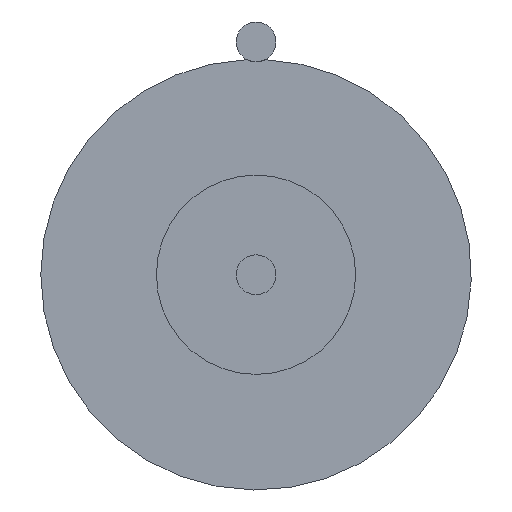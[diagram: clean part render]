
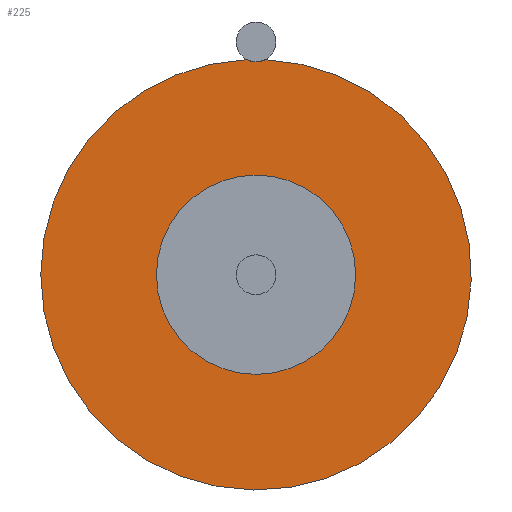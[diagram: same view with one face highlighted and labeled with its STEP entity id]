
A CAD part, front view. The second image highlights one B-rep face of the part: STEP entity #225.
In plain terms, the highlighted planar face has unit normal (0, -1, 0).
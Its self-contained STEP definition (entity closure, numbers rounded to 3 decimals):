
#127 = EDGE_CURVE('',#128,#130,#132,.T.);
#128 = VERTEX_POINT('',#129);
#129 = CARTESIAN_POINT('',(0.114,0.,
    2.698));
#130 = VERTEX_POINT('',#131);
#131 = CARTESIAN_POINT('',(-2.7,0.,0.)
  );
#132 = CIRCLE('',#133,2.7);
#133 = AXIS2_PLACEMENT_3D('',#134,#135,#136);
#134 = CARTESIAN_POINT('',(0.,0.,
    0.));
#135 = DIRECTION('',(0.,1.,0.));
#136 = DIRECTION('',(-1.,0.,0.));
#186 = EDGE_CURVE('',#187,#128,#189,.T.);
#187 = VERTEX_POINT('',#188);
#188 = CARTESIAN_POINT('',(-0.114,0.,
    2.698));
#189 = CIRCLE('',#190,0.25);
#190 = AXIS2_PLACEMENT_3D('',#191,#192,#193);
#191 = CARTESIAN_POINT('',(0.,0.,2.92)
  );
#192 = DIRECTION('',(0.,-1.,0.));
#193 = DIRECTION('',(0.,0.,1.));
#212 = EDGE_CURVE('',#130,#187,#213,.T.);
#213 = CIRCLE('',#214,2.7);
#214 = AXIS2_PLACEMENT_3D('',#215,#216,#217);
#215 = CARTESIAN_POINT('',(0.,0.,
    0.));
#216 = DIRECTION('',(0.,1.,0.));
#217 = DIRECTION('',(-1.,0.,0.));
#225 = ADVANCED_FACE('',(#226,#231),#242,.F.);
#226 = FACE_BOUND('',#227,.T.);
#227 = EDGE_LOOP('',(#228,#229,#230));
#228 = ORIENTED_EDGE('',*,*,#212,.F.);
#229 = ORIENTED_EDGE('',*,*,#127,.F.);
#230 = ORIENTED_EDGE('',*,*,#186,.F.);
#231 = FACE_BOUND('',#232,.T.);
#232 = EDGE_LOOP('',(#233));
#233 = ORIENTED_EDGE('',*,*,#234,.T.);
#234 = EDGE_CURVE('',#235,#235,#237,.T.);
#235 = VERTEX_POINT('',#236);
#236 = CARTESIAN_POINT('',(0.,0.,1.25)
  );
#237 = CIRCLE('',#238,1.25);
#238 = AXIS2_PLACEMENT_3D('',#239,#240,#241);
#239 = CARTESIAN_POINT('',(0.,0.,0.));
#240 = DIRECTION('',(0.,1.,0.));
#241 = DIRECTION('',(0.,0.,1.));
#242 = PLANE('',#243);
#243 = AXIS2_PLACEMENT_3D('',#244,#245,#246);
#244 = CARTESIAN_POINT('',(0.,0.,0.));
#245 = DIRECTION('',(0.,1.,0.));
#246 = DIRECTION('',(-1.,0.,0.));
